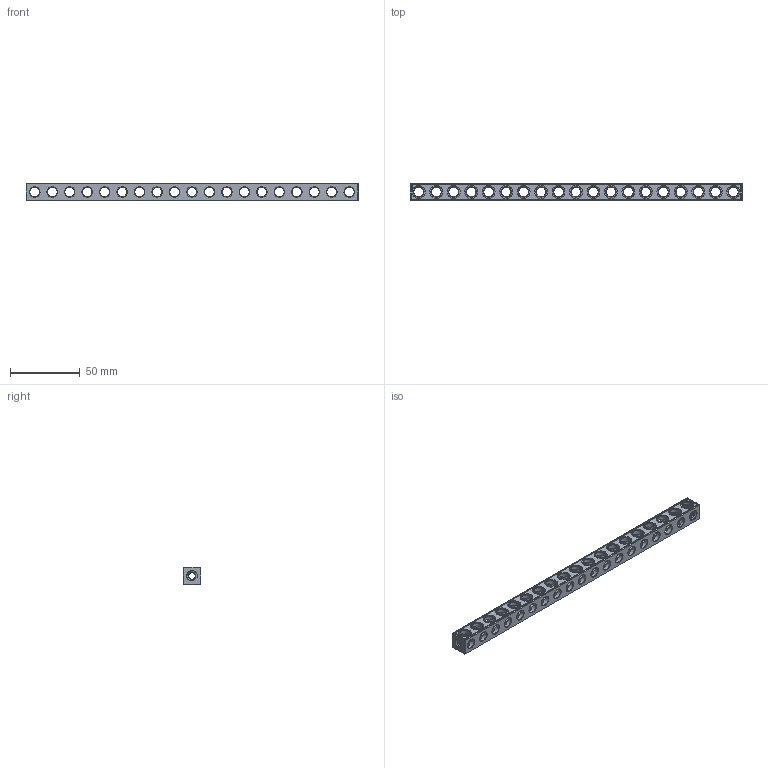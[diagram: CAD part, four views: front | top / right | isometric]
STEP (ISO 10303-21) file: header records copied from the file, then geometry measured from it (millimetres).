
FILE_DESCRIPTION(('FreeCAD Model'),'2;1');
FILE_NAME('Open CASCADE Shape Model','2021-07-01T22:50:08',( 'Paulo Kiefe'),('STEMFIE.org'),'Open CASCADE STEP processor 7.4', 'FreeCAD','Unknown');
FILE_SCHEMA(('AUTOMOTIVE_DESIGN { 1 0 10303 214 1 1 1 1 }'));
Products named in the file (1): Beam_STR_ESS_ERHRH_DE_BU19x01x01_-_SPN-BEM-0818_(stemfie.org)
Bounding box: 237.5 x 12.5 x 12.5 mm (x, y, z)
Volume: 18682 mm3; surface area: 17067.6 mm2
Topology: 1 solids, 1 shells, 767 faces, 2376 edges, 1590 vertices
Faces by surface type: plane 362, extrusion 174, cylinder 119, cone 76, bspline 36
Full cylindrical faces by diameter (mm): 7 x98, 9.2 x19
Entity records: 99452 total; most frequent: CARTESIAN_POINT 55707, DIRECTION 6853, ORIENTED_EDGE 4752, PCURVE 4752, DEFINITIONAL_REPRESENTATION 4752, VECTOR 4468, LINE 4294, EDGE_CURVE 2376
